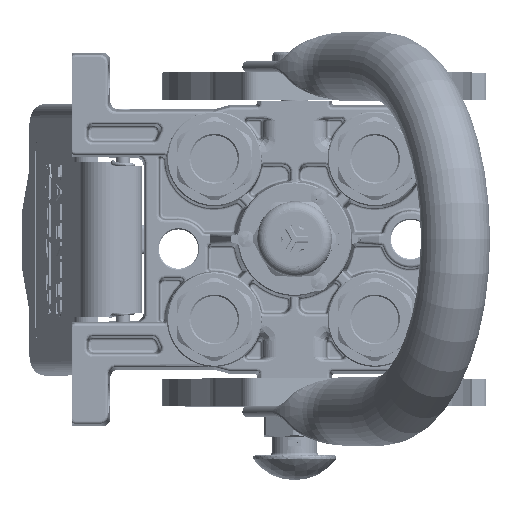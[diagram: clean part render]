
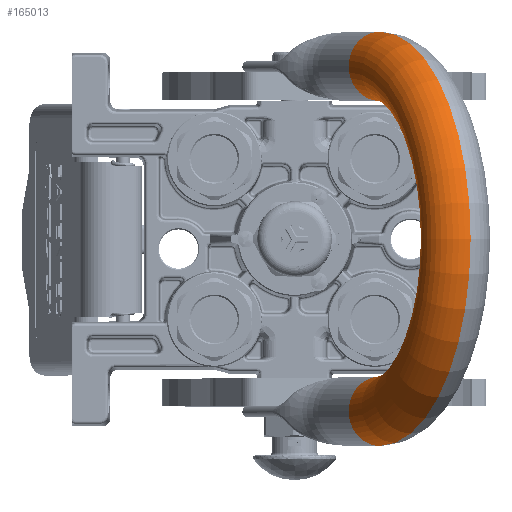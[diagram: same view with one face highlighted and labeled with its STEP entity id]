
A CAD part, top view. The second image highlights one B-rep face of the part: STEP entity #165013.
In plain terms, the highlighted toroidal (fillet/blend) face has major radius 62.25 mm and minor radius 12.5 mm.
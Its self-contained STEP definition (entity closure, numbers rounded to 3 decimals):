
#13480 = ORIENTED_EDGE ( 'NONE', *, *, #120387, .F. ) ;
#16355 = CARTESIAN_POINT ( 'NONE',  ( 0., 0., 25.25 ) ) ;
#16848 = CIRCLE ( 'NONE', #103707, 49.75 ) ;
#21959 = EDGE_CURVE ( 'NONE', #127863, #116475, #43444, .T. ) ;
#22344 = AXIS2_PLACEMENT_3D ( 'NONE', #73194, #172565, #140626 ) ;
#24584 = CARTESIAN_POINT ( 'NONE',  ( 49.75, 0., 25.25 ) ) ;
#25076 = ORIENTED_EDGE ( 'NONE', *, *, #125530, .T. ) ;
#30588 = EDGE_LOOP ( 'NONE', ( #25076, #13480, #141939, #122508 ) ) ;
#30755 = DIRECTION ( 'NONE',  ( 0., 1., 0. ) ) ;
#31445 = DIRECTION ( 'NONE',  ( -1., 0., 0. ) ) ;
#32219 = EDGE_CURVE ( 'NONE', #127863, #101720, #133964, .T. ) ;
#41550 = CARTESIAN_POINT ( 'NONE',  ( 0., 0., 25.25 ) ) ;
#43444 = CIRCLE ( 'NONE', #129593, 12.5 ) ;
#44015 = VERTEX_POINT ( 'NONE', #24584 ) ;
#45428 = AXIS2_PLACEMENT_3D ( 'NONE', #46685, #30755, #31445 ) ;
#46685 = CARTESIAN_POINT ( 'NONE',  ( 0., 0., 25.25 ) ) ;
#46955 = CARTESIAN_POINT ( 'NONE',  ( -49.75, 0., 25.25 ) ) ;
#48899 = DIRECTION ( 'NONE',  ( 0., 1., 0. ) ) ;
#72640 = DIRECTION ( 'NONE',  ( 1., 0., 0. ) ) ;
#73194 = CARTESIAN_POINT ( 'NONE',  ( 62.25, 0., 25.25 ) ) ;
#88590 = CARTESIAN_POINT ( 'NONE',  ( 74.75, 0., 25.25 ) ) ;
#101720 = VERTEX_POINT ( 'NONE', #88590 ) ;
#103707 = AXIS2_PLACEMENT_3D ( 'NONE', #16355, #48899, #198193 ) ;
#109023 = CARTESIAN_POINT ( 'NONE',  ( -62.25, 0., 25.25 ) ) ;
#116475 = VERTEX_POINT ( 'NONE', #46955 ) ;
#119210 = AXIS2_PLACEMENT_3D ( 'NONE', #41550, #123444, #72640 ) ;
#120387 = EDGE_CURVE ( 'NONE', #101720, #44015, #176585, .T. ) ;
#122508 = ORIENTED_EDGE ( 'NONE', *, *, #21959, .T. ) ;
#123444 = DIRECTION ( 'NONE',  ( 0., 1., 0. ) ) ;
#125530 = EDGE_CURVE ( 'NONE', #116475, #44015, #16848, .T. ) ;
#127057 = DIRECTION ( 'NONE',  ( -1., 0., 0. ) ) ;
#127863 = VERTEX_POINT ( 'NONE', #148931 ) ;
#129593 = AXIS2_PLACEMENT_3D ( 'NONE', #109023, #208923, #127057 ) ;
#133964 = CIRCLE ( 'NONE', #45428, 74.75 ) ;
#140626 = DIRECTION ( 'NONE',  ( 1., 0., 0. ) ) ;
#141939 = ORIENTED_EDGE ( 'NONE', *, *, #32219, .F. ) ;
#146658 = FACE_OUTER_BOUND ( 'NONE', #30588, .T. ) ;
#148931 = CARTESIAN_POINT ( 'NONE',  ( -74.75, 0., 25.25 ) ) ;
#165013 = ADVANCED_FACE ( 'NONE', ( #146658 ), #206338, .T. ) ;
#172565 = DIRECTION ( 'NONE',  ( 0., 0., -1. ) ) ;
#176585 = CIRCLE ( 'NONE', #22344, 12.5 ) ;
#198193 = DIRECTION ( 'NONE',  ( -1., 0., 0. ) ) ;
#206338 = TOROIDAL_SURFACE ( 'NONE', #119210, 62.25, 12.5 ) ;
#208923 = DIRECTION ( 'NONE',  ( 0., 0., 1. ) ) ;
